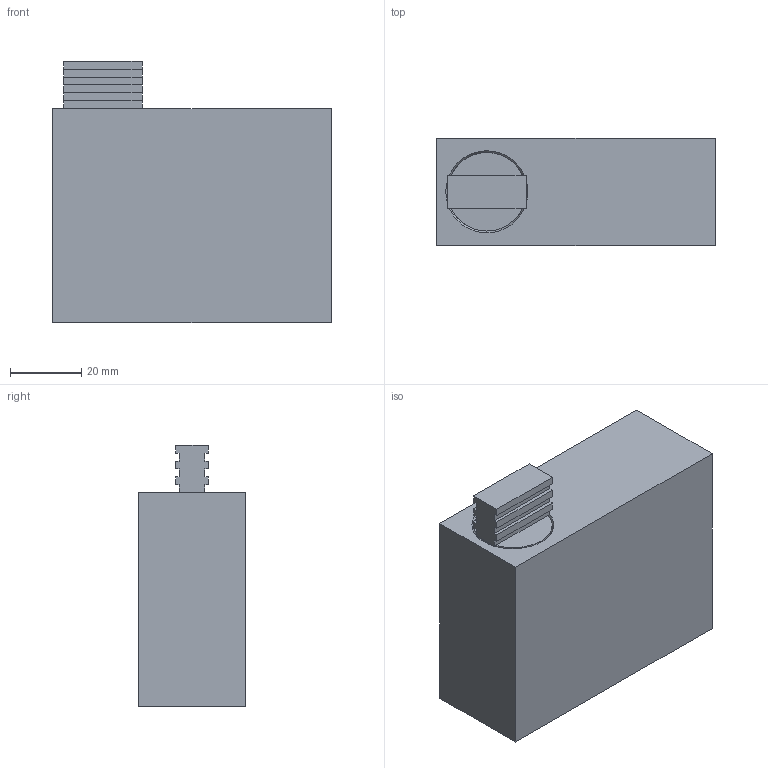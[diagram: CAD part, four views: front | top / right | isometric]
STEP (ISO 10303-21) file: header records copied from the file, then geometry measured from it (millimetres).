
FILE_DESCRIPTION(('STEP AP214'),'1');
FILE_NAME(' ',' ',('TraceParts'),('TraceParts S.A.'),'XStep 1.0',' ',' ');
FILE_SCHEMA(('automotive_design'));
Length unit declared in the file: millimetre
Products named in the file (1): 1
Bounding box: 78 x 30 x 73.2 mm (x, y, z)
Volume: 142766.1 mm3; surface area: 18802.2 mm2
Topology: 1 solids, 1 shells, 41 faces, 122 edges, 76 vertices
Faces by surface type: plane 37, cylinder 2, cone 2
Entity records: 2706 total; most frequent: ORIENTED_EDGE 244, STYLED_ITEM 240, PRESENTATION_STYLE_ASSIGNMENT 240, CARTESIAN_POINT 240, COLOUR_RGB 240, DIRECTION 226, EDGE_CURVE 122, CURVE_STYLE 122
